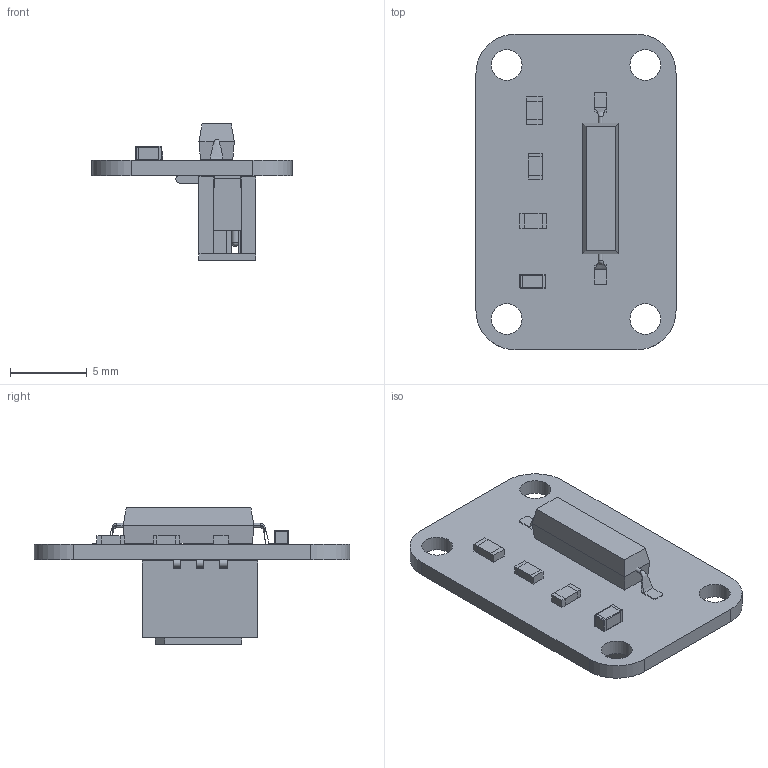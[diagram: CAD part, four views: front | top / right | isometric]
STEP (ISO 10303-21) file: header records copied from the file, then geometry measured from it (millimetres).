
FILE_DESCRIPTION(('Open CASCADE Model'),'2;1');
FILE_NAME('Open CASCADE Shape Model','2025-09-20T08:01:58',('Author'),( 'Open CASCADE'),'Open CASCADE STEP processor 7.5','Open CASCADE 7.5' ,'Unknown');
FILE_SCHEMA(('AUTOMOTIVE_DESIGN { 1 0 10303 214 1 1 1 1 }'));
Length unit declared in the file: millimetre
Products named in the file (33): PCB; Board; Open CASCADE STEP translator 7.5 1.1.1; SW1; Standex-Meder Electronics-MK17-x-2_WEB; R3; 1156885136; Extruded; 1156878576; R2; 1156883376; 1156878656; R1; 1156883856; 1156882896; P1; 679303124022; 6793xx124022_PIN; 6793xx124022_CAP; 6793xx124022_PATTE; C1; 892586592; Terminal; Open CASCADE STEP translator 6.8 5.1.1; Open CASCADE STEP translator 6.8 5.1.2; Mid_Body; Open CASCADE STEP translator 6.8 5.2.1
Assembly tree (38 placements, depth 5):
  PCB
    Board
      Open CASCADE STEP translator 7.5 1.1.1
    SW1
      Standex-Meder Electronics-MK17-x-2_WEB
    R3
      1156885136
        Extruded
      1156878576  x2
        Extruded
    R2
      1156883376  x2
        Extruded
      1156878656
        Extruded
    R1
      1156883856  x2
        Extruded
      1156882896
        Extruded
    P1
      679303124022
        679303124022
        6793xx124022_PIN  x3
        6793xx124022_CAP
        6793xx124022_PATTE  x2
    C1
      892586592
        Terminal
          Open CASCADE STEP translator 6.8 5.1.1
          Open CASCADE STEP translator 6.8 5.1.2
        Mid_Body
          Open CASCADE STEP translator 6.8 5.2.1
Bounding box: 13 x 20.5 x 8.85 mm (x, y, z)
Volume: 343.7 mm3; surface area: 1151.8 mm2
Topology: 20 solids, 23 shells, 307 faces, 769 edges, 480 vertices
Faces by surface type: plane 225, cylinder 49, bspline 16, sphere 8, torus 6, revolution 3
Full cylindrical faces by diameter (mm): 0.5 x6, 2 x4
Entity records: 8187 total; most frequent: CARTESIAN_POINT 1500, DIRECTION 1217, ORIENTED_EDGE 1168, EDGE_CURVE 603, LINE 482, VECTOR 482, VERTEX_POINT 388, AXIS2_PLACEMENT_3D 367
